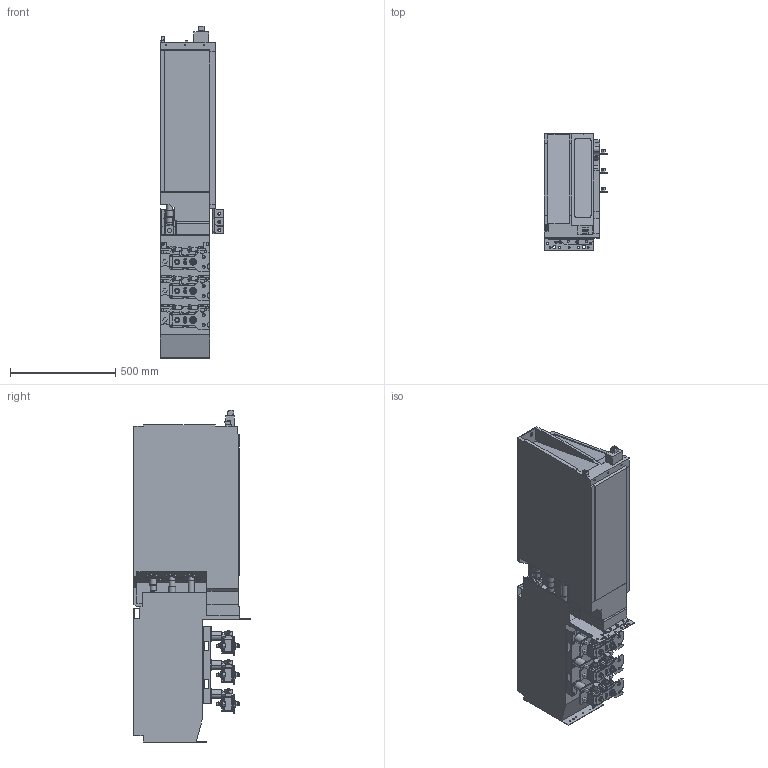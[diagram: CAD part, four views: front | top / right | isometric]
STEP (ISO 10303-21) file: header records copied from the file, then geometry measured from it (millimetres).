
FILE_DESCRIPTION(/* description */ (''),/* implementation_level */ '2;1');
FILE_NAME(/* name */ 'MCAD-OF7Z3-M-AF-05-816A-A1-E00-Fx_A.stp',/* time_stamp */ '2023-04-20T09:21:42+03:00',/* author */ (''),/* organization */ (''),/* preprocessor_version */ 'ST-DEVELOPER v16.7',/* originating_system */ 'SIEMENS PLM Software NX 1892',/* authorisation */ '');
FILE_SCHEMA (('AUTOMOTIVE_DESIGN { 1 0 10303 214 3 1 1 1 }'));
Products named in the file (1): MCAD-OF7Z3-M-AF-05-816A-A1-xxx-Fx
Bounding box: 300 x 553 x 1574.71 mm (x, y, z)
Volume: 148522388.5 mm3; surface area: 3432219.8 mm2
Topology: 78 solids, 80 shells, 4762 faces, 12520 edges, 8117 vertices
Faces by surface type: plane 3369, cylinder 859, cone 363, sphere 48, extrusion 46, bspline 36, revolution 32, torus 9
Full cylindrical faces by diameter (mm): 3.3 x12, 4 x27, 5 x12, 7.5 x3, 8 x60, 10 x6, 10.3 x9, 10.5 x6, 10.579 x12, 11.2 x6, 12 x6, 13 x12, 14.5 x9, 21 x3, 25 x6, 26 x4, 28 x3, 29 x6, 32 x9, 46 x12
Entity records: 165687 total; most frequent: CARTESIAN_POINT 34551, ORIENTED_EDGE 23844, DIRECTION 23230, EDGE_CURVE 11922, VERTEX_POINT 7949, AXIS2_PLACEMENT_3D 7749, VECTOR 7700, LINE 7654
